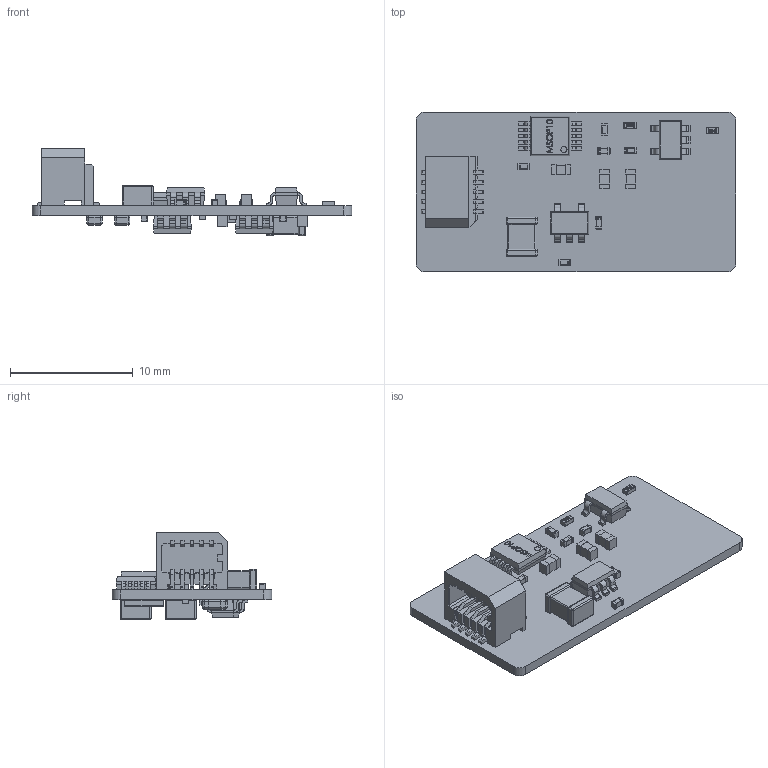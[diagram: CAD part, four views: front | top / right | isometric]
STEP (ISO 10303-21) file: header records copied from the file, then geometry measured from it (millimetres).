
FILE_DESCRIPTION(('Open CASCADE Model'),'2;1');
FILE_NAME('Open CASCADE Shape Model','2022-08-03T11:09:25',('Author'),( 'Open CASCADE'),'Open CASCADE STEP processor 6.8','Open CASCADE 6.8' ,'Unknown');
FILE_SCHEMA(('AUTOMOTIVE_DESIGN { 1 0 10303 214 1 1 1 1 }'));
Length unit declared in the file: millimetre
Products named in the file (45): PCB; Board; Open CASCADE STEP translator 6.8 3.1.1; C1; User_Library-C0402-1; C2; C3; CAPC0603; C4; C5; C6; C7; C8; C10; C11; C12; CAP0805; C13; C14; C15; SMD_1210; C16; C17; C18; DA1; User_Library-MSOP10-1; DA2; User_Library-SOT23-5-3; User_Library-SOT23-5-3_Free-Models003; User_Library-SOT23-5-3_Fusion; DA3; DA4; DA5; R1; User_Library-R_0402; R2; R3; R4; User_Library-res1206-1; R5 ...
Assembly tree (64 placements, depth 4):
  PCB
    Board
      Open CASCADE STEP translator 6.8 3.1.1
    C1
      User_Library-C0402-1
    C2
      User_Library-C0402-1
    C3
      CAPC0603
    C4
      User_Library-C0402-1
    C5
      CAPC0603
    C6
      CAPC0603
    C7
      User_Library-C0402-1
    C8
      User_Library-C0402-1
    C10
      User_Library-C0402-1
    C11
      User_Library-C0402-1
    C12
      CAP0805
    C13
      CAP0805
    C14
      CAPC0603
    C15
      SMD_1210
    C16
      SMD_1210
    C17
      User_Library-C0402-1
    C18
      CAPC0603
    DA1
      User_Library-MSOP10-1
    DA2
      User_Library-SOT23-5-3
        User_Library-SOT23-5-3_Free-Models003
        User_Library-SOT23-5-3_Fusion
    DA3
      User_Library-SOT23-5-3
        User_Library-SOT23-5-3_Free-Models003
        User_Library-SOT23-5-3_Fusion
    DA4
      User_Library-SOT23-5-3
        User_Library-SOT23-5-3_Free-Models003
        User_Library-SOT23-5-3_Fusion
    DA5
      User_Library-SOT23-5-3
        User_Library-SOT23-5-3_Free-Models003
        User_Library-SOT23-5-3_Fusion
    R1
      User_Library-R_0402
    R2
      User_Library-R_0402
    R3
Bounding box: 26 x 13 x 7.12 mm (x, y, z)
Volume: 437.7 mm3; surface area: 1353.4 mm2
Topology: 52 solids, 122 shells, 2178 faces, 5505 edges, 3460 vertices
Faces by surface type: plane 1246, cylinder 452, bspline 270, sphere 208, cone 2
Entity records: 36876 total; most frequent: CARTESIAN_POINT 9901, ORIENTED_EDGE 4744, DIRECTION 4445, EDGE_CURVE 2444, LINE 2029, VECTOR 2029, VERTEX_POINT 1592, AXIS2_PLACEMENT_3D 1208
